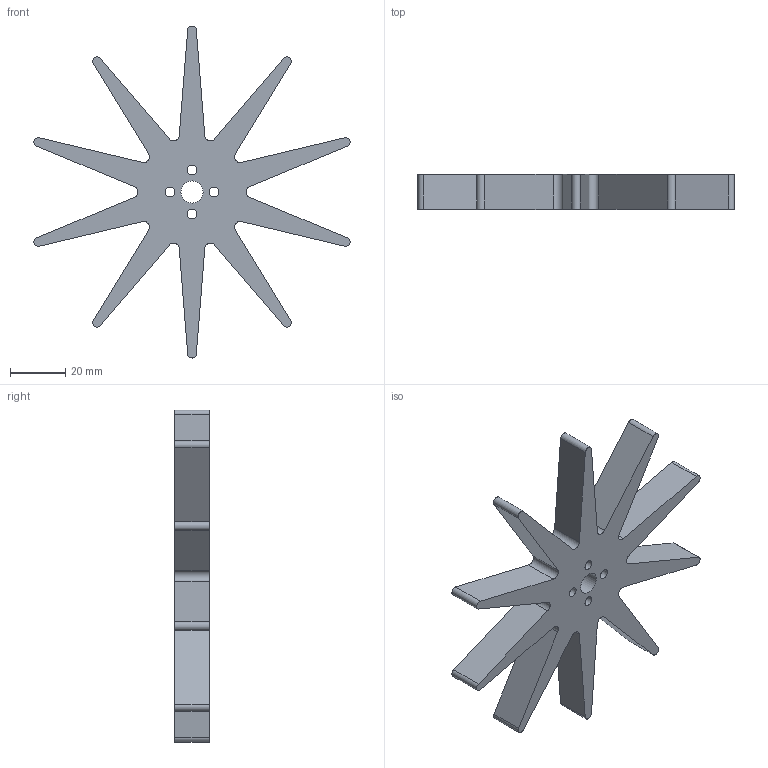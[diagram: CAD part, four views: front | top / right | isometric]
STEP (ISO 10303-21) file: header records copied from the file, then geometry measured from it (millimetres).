
FILE_DESCRIPTION (( 'STEP AP214' ), '1' );
FILE_NAME ('am-4577 8mm Entrapption Star.STEP', '2021-04-01T19:55:52', ( '' ), ( '' ), 'SwSTEP 2.0', 'SolidWorks 2019', '' );
FILE_SCHEMA (( 'AUTOMOTIVE_DESIGN' ));
Length unit declared in the file: inch
Products named in the file (1): am-4577 8mm Entrapption Star
Bounding box: 114.9 x 12.7 x 120.65 mm (x, y, z)
Volume: 46407.8 mm3; surface area: 19186.4 mm2
Topology: 1 solids, 1 shells, 47 faces, 135 edges, 90 vertices
Faces by surface type: cylinder 25, plane 22
Full cylindrical faces by diameter (mm): 3.5 x4, 8 x1
Entity records: 1594 total; most frequent: DIRECTION 276, CARTESIAN_POINT 268, ORIENTED_EDGE 260, EDGE_CURVE 130, AXIS2_PLACEMENT_3D 98, VERTEX_POINT 90, VECTOR 80, LINE 80
